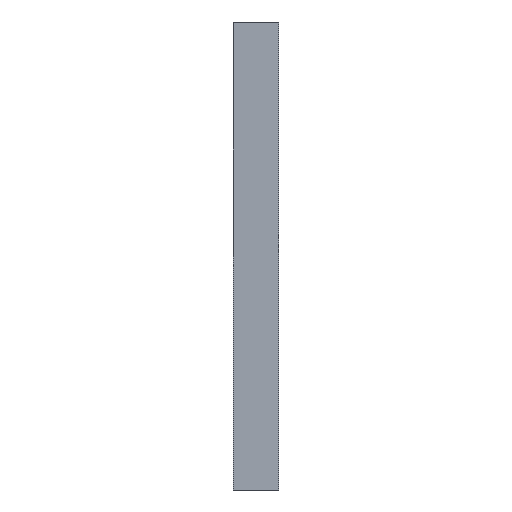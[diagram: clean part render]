
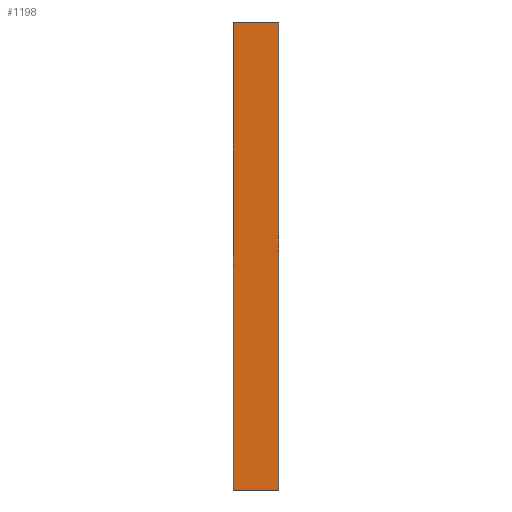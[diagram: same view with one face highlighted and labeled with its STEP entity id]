
A CAD part, left-side view. The second image highlights one B-rep face of the part: STEP entity #1198.
In plain terms, the highlighted planar face has unit normal (-1, 0, 0).
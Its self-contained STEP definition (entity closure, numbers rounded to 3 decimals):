
#42 = ORIENTED_EDGE ( 'NONE', *, *, #967, .F. ) ;
#159 = LINE ( 'NONE', #2078, #200 ) ;
#173 = ORIENTED_EDGE ( 'NONE', *, *, #1027, .F. ) ;
#200 = VECTOR ( 'NONE', #1223, 1000. ) ;
#315 = LINE ( 'NONE', #1648, #1763 ) ;
#324 = DIRECTION ( 'NONE',  ( 0., 0., 1. ) ) ;
#425 = VERTEX_POINT ( 'NONE', #1673 ) ;
#538 = AXIS2_PLACEMENT_3D ( 'NONE', #958, #2116, #1801 ) ;
#579 = LINE ( 'NONE', #1923, #2176 ) ;
#612 = PLANE ( 'NONE',  #538 ) ;
#791 = ORIENTED_EDGE ( 'NONE', *, *, #1206, .F. ) ;
#810 = CARTESIAN_POINT ( 'NONE',  ( 0., 0., -51. ) ) ;
#841 = LINE ( 'NONE', #2003, #1490 ) ;
#862 = ORIENTED_EDGE ( 'NONE', *, *, #1901, .F. ) ;
#905 = VERTEX_POINT ( 'NONE', #1844 ) ;
#958 = CARTESIAN_POINT ( 'NONE',  ( 0., 0., 0. ) ) ;
#967 = EDGE_CURVE ( 'NONE', #1087, #905, #159, .T. ) ;
#1027 = EDGE_CURVE ( 'NONE', #905, #1920, #579, .T. ) ;
#1087 = VERTEX_POINT ( 'NONE', #1883 ) ;
#1198 = ADVANCED_FACE ( 'NONE', ( #1441 ), #612, .T. ) ;
#1206 = EDGE_CURVE ( 'NONE', #1920, #425, #315, .T. ) ;
#1215 = EDGE_LOOP ( 'NONE', ( #42, #862, #791, #173 ) ) ;
#1223 = DIRECTION ( 'NONE',  ( 0., -1., 0. ) ) ;
#1441 = FACE_OUTER_BOUND ( 'NONE', #1215, .T. ) ;
#1490 = VECTOR ( 'NONE', #324, 1000. ) ;
#1545 = DIRECTION ( 'NONE',  ( 0., 0., -1. ) ) ;
#1648 = CARTESIAN_POINT ( 'NONE',  ( 0., 0., -51. ) ) ;
#1673 = CARTESIAN_POINT ( 'NONE',  ( 0., 5., -51. ) ) ;
#1763 = VECTOR ( 'NONE', #2144, 1000. ) ;
#1801 = DIRECTION ( 'NONE',  ( 0., 0., 1. ) ) ;
#1844 = CARTESIAN_POINT ( 'NONE',  ( 0., 0., 0. ) ) ;
#1883 = CARTESIAN_POINT ( 'NONE',  ( 0., 5., 0. ) ) ;
#1901 = EDGE_CURVE ( 'NONE', #425, #1087, #841, .T. ) ;
#1920 = VERTEX_POINT ( 'NONE', #810 ) ;
#1923 = CARTESIAN_POINT ( 'NONE',  ( 0., 0., 0. ) ) ;
#2003 = CARTESIAN_POINT ( 'NONE',  ( 0., 5., 0. ) ) ;
#2078 = CARTESIAN_POINT ( 'NONE',  ( 0., 0., 0. ) ) ;
#2116 = DIRECTION ( 'NONE',  ( -1., 0., 0. ) ) ;
#2144 = DIRECTION ( 'NONE',  ( 0., 1., 0. ) ) ;
#2176 = VECTOR ( 'NONE', #1545, 1000. ) ;
